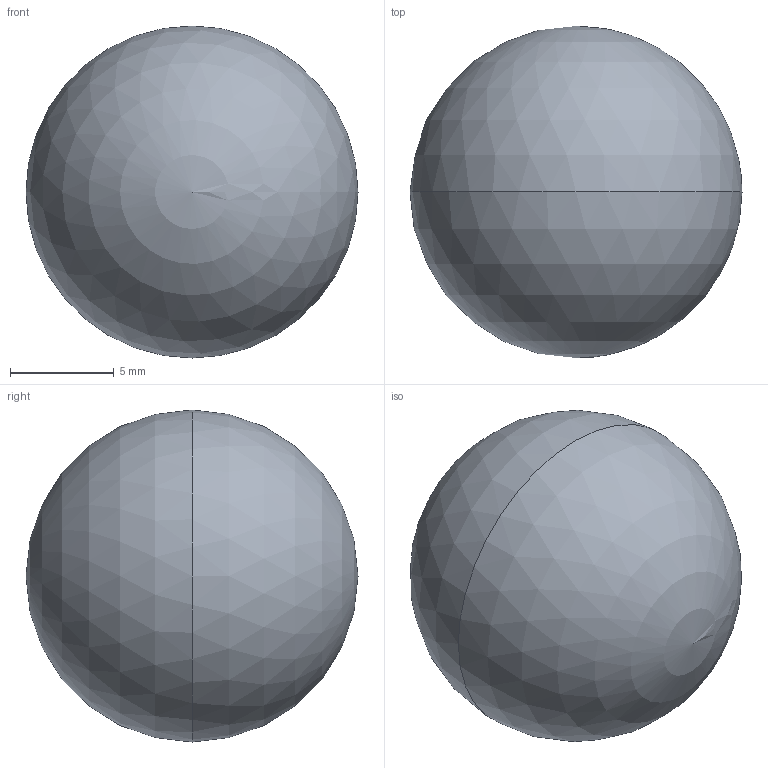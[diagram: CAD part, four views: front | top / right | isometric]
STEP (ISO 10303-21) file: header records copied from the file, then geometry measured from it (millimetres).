
FILE_DESCRIPTION (( 'STEP AP203' ), '1' );
FILE_NAME ('Mecanismo_Rueda_Predeterminado_sldprt.STEP', '2024-07-23T21:01:14', ( '' ), ( '' ), 'SwSTEP 2.0', 'SolidWorks 2018', '' );
FILE_SCHEMA (( 'CONFIG_CONTROL_DESIGN' ));
Length unit declared in the file: centimetre
Products named in the file (1): Mecanismo_Rueda_Predeterminado_sldprt
Bounding box: 16 x 16 x 16 mm (x, y, z)
Volume: 2144.7 mm3; surface area: 804.2 mm2
Topology: 1 solids, 1 shells, 2 faces, 7 edges, 5 vertices
Faces by surface type: sphere 2
Entity records: 121 total; most frequent: DIRECTION 10, PERSON_AND_ORGANIZATION 8, CARTESIAN_POINT 7, CALENDAR_DATE 5, PERSON_AND_ORGANIZATION_ROLE 5, COORDINATED_UNIVERSAL_TIME_OFFSET 5, DATE_AND_TIME 5, LOCAL_TIME 5
